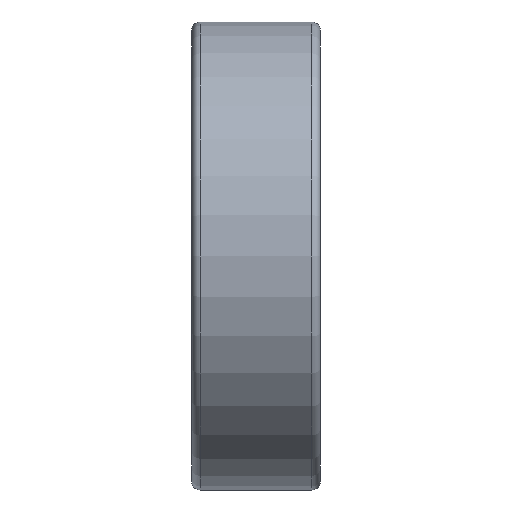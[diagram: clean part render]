
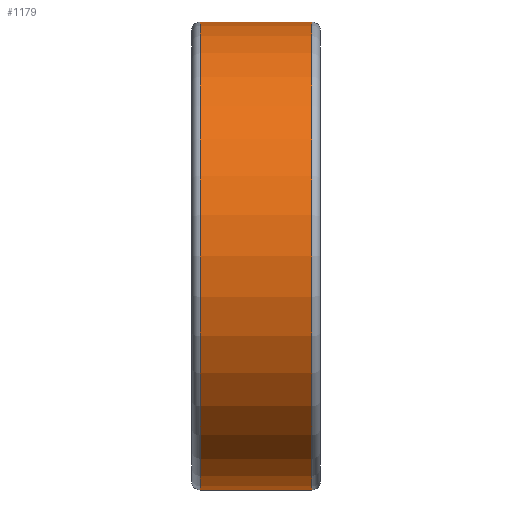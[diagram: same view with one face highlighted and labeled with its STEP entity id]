
A CAD part, front view. The second image highlights one B-rep face of the part: STEP entity #1179.
In plain terms, the highlighted cylindrical face has radius 31 mm (diameter 62 mm), a partial arc.
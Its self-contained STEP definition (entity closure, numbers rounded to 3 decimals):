
#21 = CARTESIAN_POINT ( 'NONE',  ( 50., 0., -31. ) ) ;
#37 = ORIENTED_EDGE ( 'NONE', *, *, #111, .F. ) ;
#47 = EDGE_CURVE ( 'NONE', #1692, #1162, #256, .T. ) ;
#55 = LINE ( 'NONE', #609, #1827 ) ;
#95 = VERTEX_POINT ( 'NONE', #1220 ) ;
#111 = EDGE_CURVE ( 'NONE', #1692, #350, #55, .T. ) ;
#197 = DIRECTION ( 'NONE',  ( 0., 0., -1. ) ) ;
#256 = CIRCLE ( 'NONE', #1767, 31. ) ;
#272 = ORIENTED_EDGE ( 'NONE', *, *, #47, .T. ) ;
#340 = EDGE_LOOP ( 'NONE', ( #37, #272, #765, #1577 ) ) ;
#344 = AXIS2_PLACEMENT_3D ( 'NONE', #1507, #1526, #197 ) ;
#350 = VERTEX_POINT ( 'NONE', #1806 ) ;
#494 = DIRECTION ( 'NONE',  ( 1., 0., 0. ) ) ;
#561 = DIRECTION ( 'NONE',  ( 1., 0., 0. ) ) ;
#579 = EDGE_CURVE ( 'NONE', #1162, #95, #1340, .T. ) ;
#609 = CARTESIAN_POINT ( 'NONE',  ( 50., 0., 31. ) ) ;
#727 = EDGE_CURVE ( 'NONE', #350, #95, #1799, .T. ) ;
#765 = ORIENTED_EDGE ( 'NONE', *, *, #579, .T. ) ;
#786 = DIRECTION ( 'NONE',  ( 1., 0., 0. ) ) ;
#819 = DIRECTION ( 'NONE',  ( 0., 0., -1. ) ) ;
#892 = VECTOR ( 'NONE', #561, 1000. ) ;
#967 = FACE_OUTER_BOUND ( 'NONE', #340, .T. ) ;
#1071 = CARTESIAN_POINT ( 'NONE',  ( 1.1, 0., 0. ) ) ;
#1162 = VERTEX_POINT ( 'NONE', #1174 ) ;
#1174 = CARTESIAN_POINT ( 'NONE',  ( 1.1, 0., -31. ) ) ;
#1179 = ADVANCED_FACE ( 'NONE', ( #967 ), #1277, .T. ) ;
#1199 = DIRECTION ( 'NONE',  ( 1., 0., 0. ) ) ;
#1220 = CARTESIAN_POINT ( 'NONE',  ( 15.9, 0., -31. ) ) ;
#1277 = CYLINDRICAL_SURFACE ( 'NONE', #1502, 31. ) ;
#1340 = LINE ( 'NONE', #21, #892 ) ;
#1502 = AXIS2_PLACEMENT_3D ( 'NONE', #1816, #494, #819 ) ;
#1507 = CARTESIAN_POINT ( 'NONE',  ( 15.9, 0., 0. ) ) ;
#1526 = DIRECTION ( 'NONE',  ( 1., 0., 0. ) ) ;
#1577 = ORIENTED_EDGE ( 'NONE', *, *, #727, .F. ) ;
#1636 = CARTESIAN_POINT ( 'NONE',  ( 1.1, 0., 31. ) ) ;
#1645 = DIRECTION ( 'NONE',  ( 0., 0., -1. ) ) ;
#1692 = VERTEX_POINT ( 'NONE', #1636 ) ;
#1767 = AXIS2_PLACEMENT_3D ( 'NONE', #1071, #786, #1645 ) ;
#1799 = CIRCLE ( 'NONE', #344, 31. ) ;
#1806 = CARTESIAN_POINT ( 'NONE',  ( 15.9, 0., 31. ) ) ;
#1816 = CARTESIAN_POINT ( 'NONE',  ( 50., 0., 0. ) ) ;
#1827 = VECTOR ( 'NONE', #1199, 1000. ) ;
